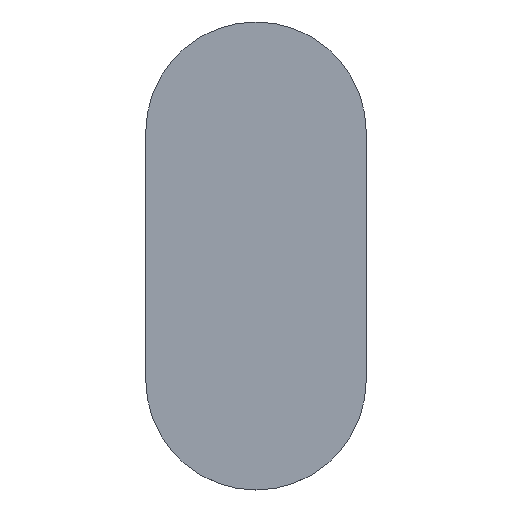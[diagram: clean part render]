
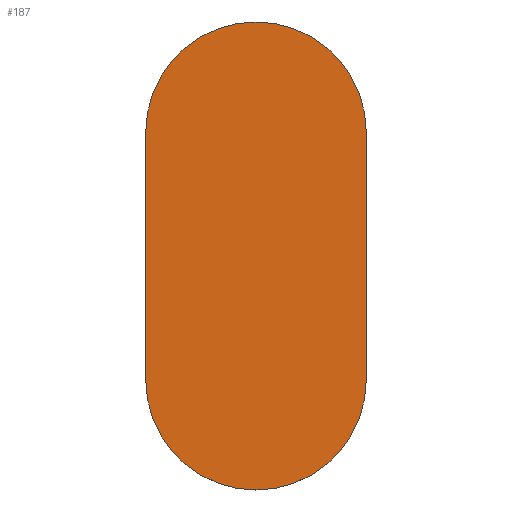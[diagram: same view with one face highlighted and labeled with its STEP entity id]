
A CAD part, top view. The second image highlights one B-rep face of the part: STEP entity #187.
In plain terms, the highlighted planar face has unit normal (0, 0, 1).
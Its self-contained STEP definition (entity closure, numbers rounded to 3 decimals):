
#63=CARTESIAN_POINT('Vertex',(575.,645.,18.)) ;
#77=CARTESIAN_POINT('Vertex',(-575.,645.,18.)) ;
#80=CARTESIAN_POINT('Axis2P3D Location',(0.,645.,18.)) ;
#103=CARTESIAN_POINT('Vertex',(575.,-645.,18.)) ;
#111=CARTESIAN_POINT('Line Origine',(575.,0.,18.)) ;
#156=CARTESIAN_POINT('Vertex',(-575.,-645.,18.)) ;
#159=CARTESIAN_POINT('Line Origine',(-575.,0.,18.)) ;
#171=CARTESIAN_POINT('Axis2P3D Location',(0.,0.,18.)) ;
#176=CARTESIAN_POINT('Axis2P3D Location',(0.,-645.,18.)) ;
#81=DIRECTION('Axis2P3D Direction',(0.,0.,1.)) ;
#112=DIRECTION('Vector Direction',(0.,-1.,0.)) ;
#160=DIRECTION('Vector Direction',(0.,1.,0.)) ;
#172=DIRECTION('Axis2P3D Direction',(0.,0.,1.)) ;
#173=DIRECTION('Axis2P3D XDirection',(1.,0.,0.)) ;
#177=DIRECTION('Axis2P3D Direction',(0.,0.,1.)) ;
#82=AXIS2_PLACEMENT_3D('Circle Axis2P3D',#80,#81,$) ;
#174=AXIS2_PLACEMENT_3D('Plane Axis2P3D',#171,#172,#173) ;
#178=AXIS2_PLACEMENT_3D('Circle Axis2P3D',#176,#177,$) ;
#182=ORIENTED_EDGE('',*,*,#84,.T.) ;
#183=ORIENTED_EDGE('',*,*,#163,.T.) ;
#184=ORIENTED_EDGE('',*,*,#180,.T.) ;
#185=ORIENTED_EDGE('',*,*,#115,.T.) ;
#113=VECTOR('Line Direction',#112,1.) ;
#161=VECTOR('Line Direction',#160,1.) ;
#187=ADVANCED_FACE('Superficie MDF',(#186),#175,.T.) ;
#83=CIRCLE('generated circle',#82,575.) ;
#179=CIRCLE('generated circle',#178,575.) ;
#84=EDGE_CURVE('',#64,#78,#83,.T.) ;
#115=EDGE_CURVE('',#104,#64,#114,.F.) ;
#163=EDGE_CURVE('',#78,#157,#162,.F.) ;
#180=EDGE_CURVE('',#157,#104,#179,.T.) ;
#181=EDGE_LOOP('',(#182,#183,#184,#185)) ;
#186=FACE_OUTER_BOUND('',#181,.T.) ;
#114=LINE('Line',#111,#113) ;
#162=LINE('Line',#159,#161) ;
#175=PLANE('Plane',#174) ;
#64=VERTEX_POINT('',#63) ;
#78=VERTEX_POINT('',#77) ;
#104=VERTEX_POINT('',#103) ;
#157=VERTEX_POINT('',#156) ;
